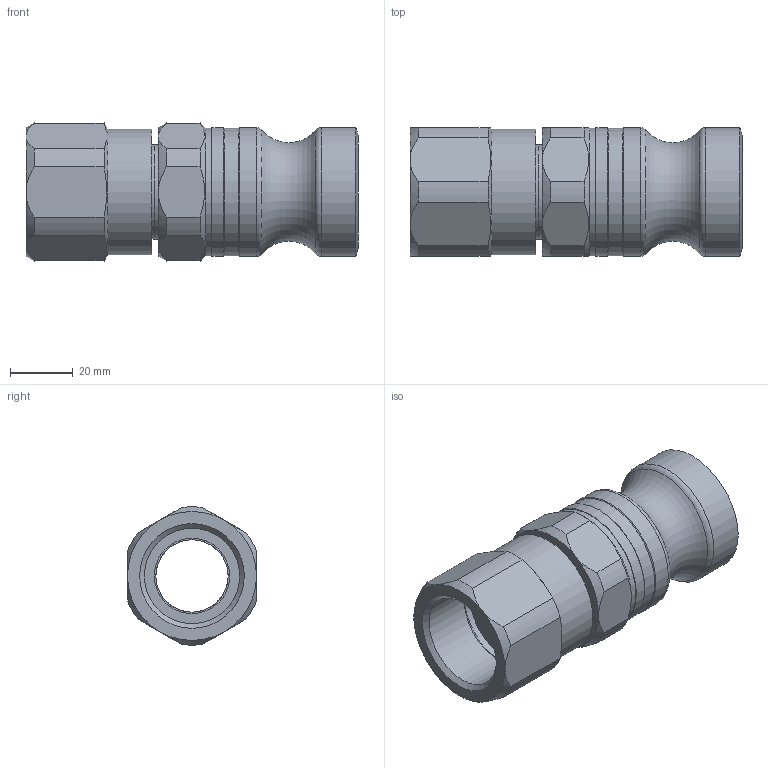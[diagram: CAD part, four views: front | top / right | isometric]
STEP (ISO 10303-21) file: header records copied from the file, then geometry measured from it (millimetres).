
FILE_DESCRIPTION(/* description */ (''),/* implementation_level */ '2;1');
FILE_NAME(/* name */ 'vig_10_x25_dr.stp',/* time_stamp */ '2020-04-16T13:50:47+02:00',/* author */ ('ertl'),/* organization */ (''),/* preprocessor_version */ 'ST-DEVELOPER v17',/* originating_system */ 'Autodesk Inventor 2018',/* authorisation */ '0 mm^3');
FILE_SCHEMA (('AUTOMOTIVE_DESIGN { 1 0 10303 214 3 1 1 }'));
Length unit declared in the file: millimetre
Products named in the file (1): vig_10_x25_dr
Bounding box: 105.6 x 41 x 43.97 mm (x, y, z)
Volume: 78760.2 mm3; surface area: 32149.2 mm2
Topology: 1 solids, 1 shells, 84 faces, 213 edges, 143 vertices
Faces by surface type: cylinder 31, plane 26, cone 22, torus 5
Full cylindrical faces by diameter (mm): 23 x1, 24 x2, 27.9 x1, 28 x1, 30 x2, 30.291 x1, 30.5 x1, 33 x2, 33.5 x1, 34.376 x1, 40 x1, 40.5 x2, 41 x3
Entity records: 2724 total; most frequent: CARTESIAN_POINT 513, DIRECTION 471, ORIENTED_EDGE 426, EDGE_CURVE 213, AXIS2_PLACEMENT_3D 209, VERTEX_POINT 143, CIRCLE 124, EDGE_LOOP 98
